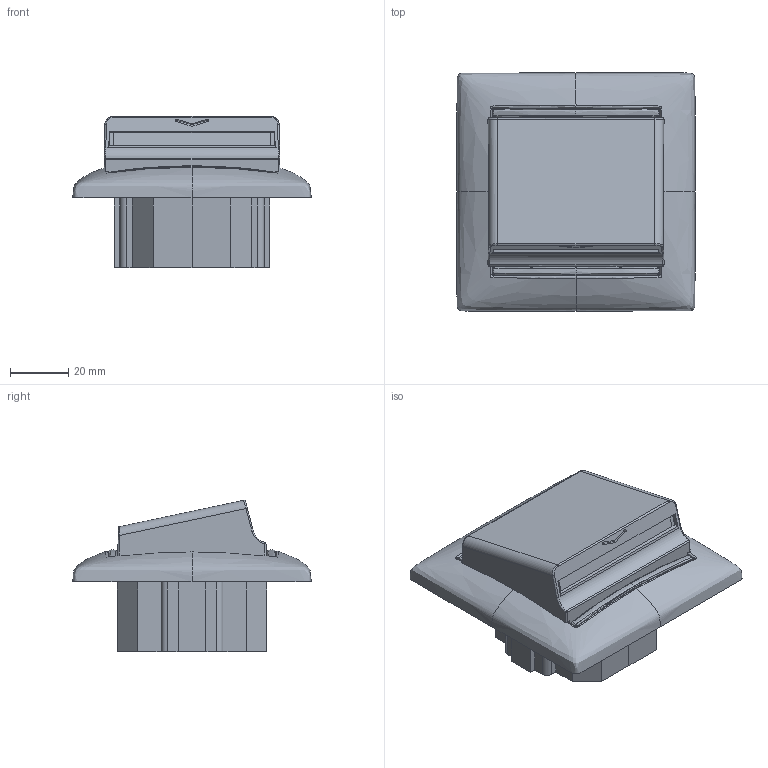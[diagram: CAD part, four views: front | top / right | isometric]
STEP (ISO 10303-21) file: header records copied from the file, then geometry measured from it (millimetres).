
FILE_DESCRIPTION (( 'STEP AP214' ), '1' );
FILE_NAME ('774234.STEP', '2025-09-02T10:26:54', ( '' ), ( '' ), 'SwSTEP 2.0', 'SolidWorks 2022', '' );
FILE_SCHEMA (( 'AUTOMOTIVE_DESIGN' ));
Length unit declared in the file: millimetre
Products named in the file (1): 774234
Bounding box: 82 x 82 x 52.07 mm (x, y, z)
Volume: 148135.9 mm3; surface area: 27445 mm2
Topology: 1 solids, 3 shells, 458 faces, 1176 edges, 698 vertices
Faces by surface type: bspline 293, plane 112, cylinder 34, sphere 19
Entity records: 43045 total; most frequent: CARTESIAN_POINT 34741, ORIENTED_EDGE 2304, EDGE_CURVE 1152, B_SPLINE_CURVE_WITH_KNOTS 835, DIRECTION 692, VERTEX_POINT 692, EDGE_LOOP 460, ADVANCED_FACE 458
